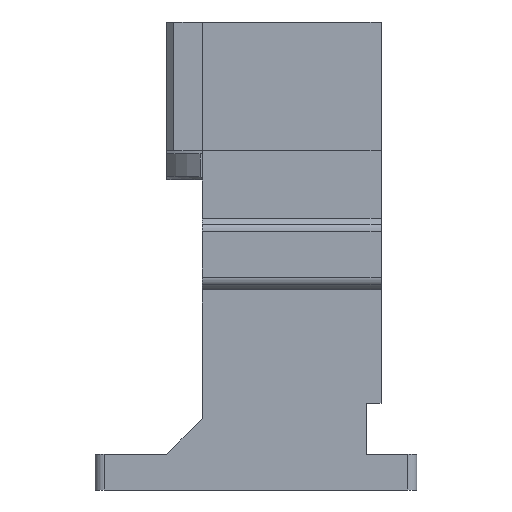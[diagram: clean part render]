
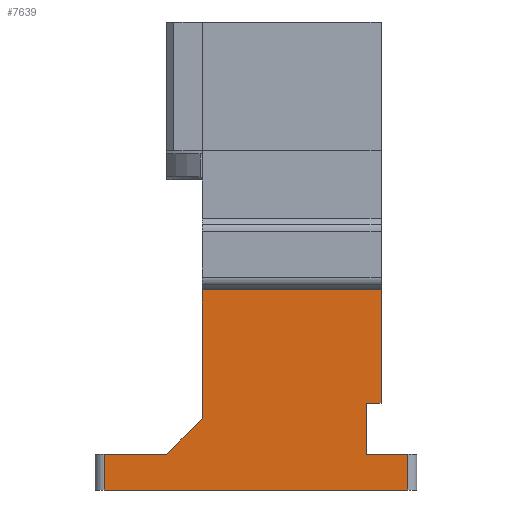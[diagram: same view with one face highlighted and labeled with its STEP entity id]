
A CAD part, left-side view. The second image highlights one B-rep face of the part: STEP entity #7639.
In plain terms, the highlighted planar face has unit normal (-1, 0, 0).
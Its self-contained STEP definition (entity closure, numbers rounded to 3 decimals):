
#70 = CARTESIAN_POINT ( 'NONE',  ( -45., -42.5, -121. ) ) ;
#590 = DIRECTION ( 'NONE',  ( -1., 0., 0. ) ) ;
#755 = EDGE_LOOP ( 'NONE', ( #13251, #915, #3373, #12121, #6453, #14078, #10646, #9746, #7512, #5945, #5711 ) ) ;
#791 = VECTOR ( 'NONE', #2238, 1000. ) ;
#913 = CARTESIAN_POINT ( 'NONE',  ( -45., 15., -111. ) ) ;
#915 = ORIENTED_EDGE ( 'NONE', *, *, #3496, .F. ) ;
#1059 = CARTESIAN_POINT ( 'NONE',  ( -45., -42.5, -131. ) ) ;
#1079 = VECTOR ( 'NONE', #1410, 1000. ) ;
#1109 = VERTEX_POINT ( 'NONE', #3961 ) ;
#1217 = CARTESIAN_POINT ( 'NONE',  ( -45., -45., -75. ) ) ;
#1316 = EDGE_CURVE ( 'NONE', #4617, #1109, #6319, .T. ) ;
#1319 = DIRECTION ( 'NONE',  ( 0., 1., 0. ) ) ;
#1410 = DIRECTION ( 'NONE',  ( 0., 0., -1. ) ) ;
#1486 = LINE ( 'NONE', #11249, #9138 ) ;
#2238 = DIRECTION ( 'NONE',  ( 0., 0., 1. ) ) ;
#2362 = DIRECTION ( 'NONE',  ( 0., 0.707, -0.707 ) ) ;
#2370 = VERTEX_POINT ( 'NONE', #12568 ) ;
#2645 = DIRECTION ( 'NONE',  ( 0., 0., -1. ) ) ;
#2689 = EDGE_CURVE ( 'NONE', #11340, #2370, #4235, .T. ) ;
#2813 = CARTESIAN_POINT ( 'NONE',  ( -45., -42.5, -106.724 ) ) ;
#2847 = VECTOR ( 'NONE', #3714, 1000. ) ;
#3373 = ORIENTED_EDGE ( 'NONE', *, *, #15762, .F. ) ;
#3496 = EDGE_CURVE ( 'NONE', #10099, #2370, #17174, .T. ) ;
#3639 = LINE ( 'NONE', #2813, #15522 ) ;
#3714 = DIRECTION ( 'NONE',  ( 0., 0., 1. ) ) ;
#3961 = CARTESIAN_POINT ( 'NONE',  ( -45., 42.5, -131. ) ) ;
#4235 = LINE ( 'NONE', #17749, #7587 ) ;
#4617 = VERTEX_POINT ( 'NONE', #10237 ) ;
#5017 = CARTESIAN_POINT ( 'NONE',  ( -45., 15., -75. ) ) ;
#5021 = CARTESIAN_POINT ( 'NONE',  ( -45., 15., -111. ) ) ;
#5122 = EDGE_CURVE ( 'NONE', #11948, #14758, #12229, .T. ) ;
#5487 = DIRECTION ( 'NONE',  ( 0., 1., 0. ) ) ;
#5711 = ORIENTED_EDGE ( 'NONE', *, *, #12126, .F. ) ;
#5945 = ORIENTED_EDGE ( 'NONE', *, *, #1316, .F. ) ;
#5992 = CARTESIAN_POINT ( 'NONE',  ( -45., 42.5, -121. ) ) ;
#6080 = LINE ( 'NONE', #1217, #13226 ) ;
#6319 = LINE ( 'NONE', #1059, #17290 ) ;
#6453 = ORIENTED_EDGE ( 'NONE', *, *, #6486, .T. ) ;
#6486 = EDGE_CURVE ( 'NONE', #14218, #14758, #6080, .T. ) ;
#6770 = VERTEX_POINT ( 'NONE', #9252 ) ;
#6776 = CARTESIAN_POINT ( 'NONE',  ( -45., -30.857, -121. ) ) ;
#7017 = DIRECTION ( 'NONE',  ( 0., 1., 0. ) ) ;
#7044 = CARTESIAN_POINT ( 'NONE',  ( -45., -42.5, -121. ) ) ;
#7367 = EDGE_CURVE ( 'NONE', #7851, #10469, #13430, .T. ) ;
#7512 = ORIENTED_EDGE ( 'NONE', *, *, #12808, .T. ) ;
#7587 = VECTOR ( 'NONE', #7795, 1000. ) ;
#7639 = ADVANCED_FACE ( 'NONE', ( #14993 ), #7777, .T. ) ;
#7777 = PLANE ( 'NONE',  #15668 ) ;
#7787 = EDGE_CURVE ( 'NONE', #11948, #7851, #17446, .T. ) ;
#7795 = DIRECTION ( 'NONE',  ( 0., 1., 0. ) ) ;
#7851 = VERTEX_POINT ( 'NONE', #13958 ) ;
#9138 = VECTOR ( 'NONE', #2645, 1000. ) ;
#9252 = CARTESIAN_POINT ( 'NONE',  ( -45., -35., -106.724 ) ) ;
#9287 = EDGE_CURVE ( 'NONE', #6770, #14218, #10499, .T. ) ;
#9390 = CARTESIAN_POINT ( 'NONE',  ( -45., 15., -121. ) ) ;
#9577 = VECTOR ( 'NONE', #9654, 1000. ) ;
#9654 = DIRECTION ( 'NONE',  ( 0., 0., -1. ) ) ;
#9662 = VECTOR ( 'NONE', #1319, 1000. ) ;
#9746 = ORIENTED_EDGE ( 'NONE', *, *, #7367, .T. ) ;
#9874 = VECTOR ( 'NONE', #2362, 1000. ) ;
#10099 = VERTEX_POINT ( 'NONE', #12133 ) ;
#10237 = CARTESIAN_POINT ( 'NONE',  ( -45., -42.5, -131. ) ) ;
#10469 = VERTEX_POINT ( 'NONE', #5992 ) ;
#10499 = LINE ( 'NONE', #10877, #2847 ) ;
#10646 = ORIENTED_EDGE ( 'NONE', *, *, #7787, .T. ) ;
#10658 = DIRECTION ( 'NONE',  ( 0., -1., 0. ) ) ;
#10877 = CARTESIAN_POINT ( 'NONE',  ( -45., -35., -121. ) ) ;
#11249 = CARTESIAN_POINT ( 'NONE',  ( -45., 42.5, -121. ) ) ;
#11340 = VERTEX_POINT ( 'NONE', #15985 ) ;
#11948 = VERTEX_POINT ( 'NONE', #5021 ) ;
#12121 = ORIENTED_EDGE ( 'NONE', *, *, #9287, .T. ) ;
#12126 = EDGE_CURVE ( 'NONE', #11340, #4617, #18333, .T. ) ;
#12133 = CARTESIAN_POINT ( 'NONE',  ( -45., -30.857, -106.724 ) ) ;
#12229 = LINE ( 'NONE', #9390, #791 ) ;
#12568 = CARTESIAN_POINT ( 'NONE',  ( -45., -30.857, -121. ) ) ;
#12808 = EDGE_CURVE ( 'NONE', #10469, #1109, #1486, .T. ) ;
#13226 = VECTOR ( 'NONE', #7017, 1000. ) ;
#13251 = ORIENTED_EDGE ( 'NONE', *, *, #2689, .T. ) ;
#13430 = LINE ( 'NONE', #7044, #9662 ) ;
#13958 = CARTESIAN_POINT ( 'NONE',  ( -45., 25., -121. ) ) ;
#14078 = ORIENTED_EDGE ( 'NONE', *, *, #5122, .F. ) ;
#14218 = VERTEX_POINT ( 'NONE', #15982 ) ;
#14225 = DIRECTION ( 'NONE',  ( 0., 1., 0. ) ) ;
#14758 = VERTEX_POINT ( 'NONE', #5017 ) ;
#14993 = FACE_OUTER_BOUND ( 'NONE', #755, .T. ) ;
#15522 = VECTOR ( 'NONE', #14225, 1000. ) ;
#15668 = AXIS2_PLACEMENT_3D ( 'NONE', #17740, #590, #10658 ) ;
#15762 = EDGE_CURVE ( 'NONE', #6770, #10099, #3639, .T. ) ;
#15982 = CARTESIAN_POINT ( 'NONE',  ( -45., -35., -75. ) ) ;
#15985 = CARTESIAN_POINT ( 'NONE',  ( -45., -42.5, -121. ) ) ;
#17174 = LINE ( 'NONE', #6776, #9577 ) ;
#17290 = VECTOR ( 'NONE', #5487, 1000. ) ;
#17446 = LINE ( 'NONE', #913, #9874 ) ;
#17740 = CARTESIAN_POINT ( 'NONE',  ( -45., -42.5, -121. ) ) ;
#17749 = CARTESIAN_POINT ( 'NONE',  ( -45., -42.5, -121. ) ) ;
#18333 = LINE ( 'NONE', #70, #1079 ) ;
